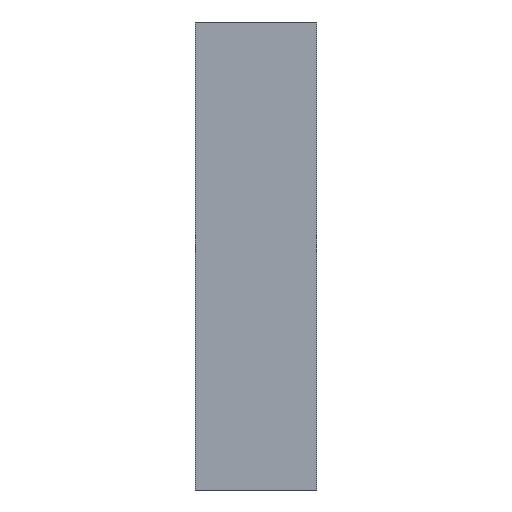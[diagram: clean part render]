
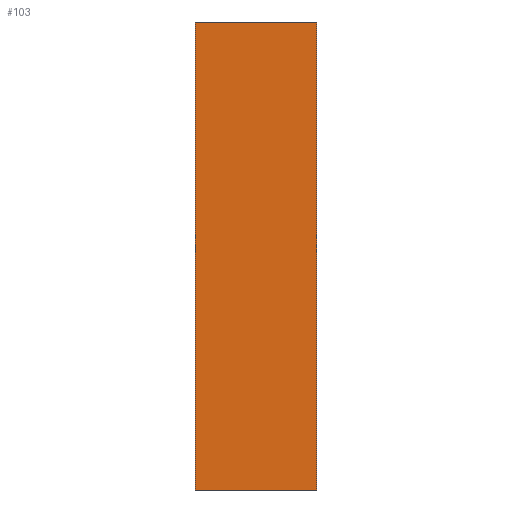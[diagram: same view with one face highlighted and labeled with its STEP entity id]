
A CAD part, front view. The second image highlights one B-rep face of the part: STEP entity #103.
In plain terms, the highlighted planar face has unit normal (0, -1, 0).
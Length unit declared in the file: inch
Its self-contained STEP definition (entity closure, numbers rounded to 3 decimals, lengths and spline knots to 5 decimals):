
#17=FACE_OUTER_BOUND('',#23,.T.);
#23=EDGE_LOOP('',(#79,#80,#81,#82));
#27=LINE('',#157,#39);
#31=LINE('',#166,#43);
#35=LINE('',#173,#47);
#36=LINE('',#174,#48);
#39=VECTOR('',#131,0.3937);
#43=VECTOR('',#137,0.3937);
#47=VECTOR('',#143,0.3937);
#48=VECTOR('',#144,0.3937);
#51=VERTEX_POINT('',#155);
#52=VERTEX_POINT('',#156);
#55=VERTEX_POINT('',#164);
#56=VERTEX_POINT('',#165);
#59=EDGE_CURVE('',#51,#52,#27,.T.);
#63=EDGE_CURVE('',#55,#56,#31,.T.);
#67=EDGE_CURVE('',#55,#52,#35,.T.);
#68=EDGE_CURVE('',#56,#51,#36,.T.);
#79=ORIENTED_EDGE('',*,*,#59,.T.);
#80=ORIENTED_EDGE('',*,*,#67,.F.);
#81=ORIENTED_EDGE('',*,*,#63,.T.);
#82=ORIENTED_EDGE('',*,*,#68,.T.);
#97=PLANE('',#123);
#103=ADVANCED_FACE('',(#17),#97,.T.);
#123=AXIS2_PLACEMENT_3D('',#172,#141,#142);
#131=DIRECTION('',(-1.,0.,0.));
#137=DIRECTION('',(1.,0.,0.));
#141=DIRECTION('center_axis',(0.,-1.,0.));
#142=DIRECTION('ref_axis',(1.,0.,0.));
#143=DIRECTION('',(0.,0.,1.));
#144=DIRECTION('',(0.,0.,1.));
#155=CARTESIAN_POINT('',(-64.375,-5.75,47.5));
#156=CARTESIAN_POINT('',(-73.875,-5.75,47.5));
#157=CARTESIAN_POINT('',(-31.,-5.75,47.5));
#164=CARTESIAN_POINT('',(-73.875,-5.75,11.));
#165=CARTESIAN_POINT('',(-64.375,-5.75,11.));
#166=CARTESIAN_POINT('',(-35.75,-5.75,11.));
#172=CARTESIAN_POINT('Origin',(2.375,-5.75,0.));
#173=CARTESIAN_POINT('',(-73.875,-5.75,0.));
#174=CARTESIAN_POINT('',(-64.375,-5.75,106.49179));
